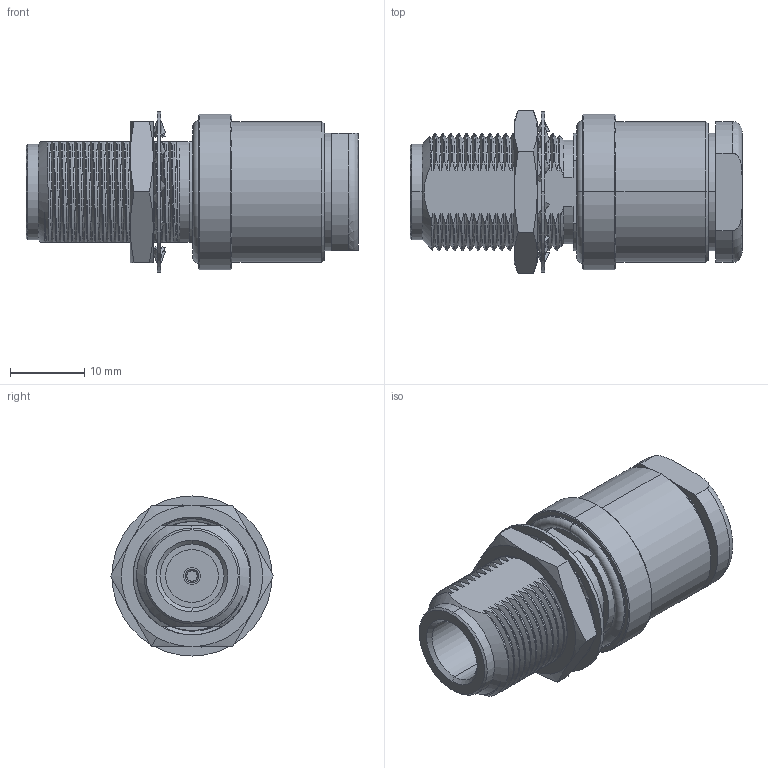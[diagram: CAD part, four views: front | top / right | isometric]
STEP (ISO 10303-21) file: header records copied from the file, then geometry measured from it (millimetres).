
FILE_DESCRIPTION (( 'STEP AP203' ), '1' );
FILE_NAME ('PE4942.step', '2019-07-10T13:26:19', ( '' ), ( '' ), 'SwSTEP 2.0', 'SolidWorks 2018', '' );
FILE_SCHEMA (( 'CONFIG_CONTROL_DESIGN' ));
Products named in the file (1): PE4942
Bounding box: 44.77 x 22 x 21.59 mm (x, y, z)
Volume: 8455.7 mm3; surface area: 5762.7 mm2
Topology: 4 solids, 4 shells, 338 faces, 968 edges, 644 vertices
Faces by surface type: bspline 149, cylinder 90, plane 52, cone 41, torus 6
Entity records: 80789 total; most frequent: CARTESIAN_POINT 73700, ORIENTED_EDGE 1936, EDGE_CURVE 968, DIRECTION 902, VERTEX_POINT 644, B_SPLINE_CURVE_WITH_KNOTS 363, EDGE_LOOP 350, AXIS2_PLACEMENT_3D 347
